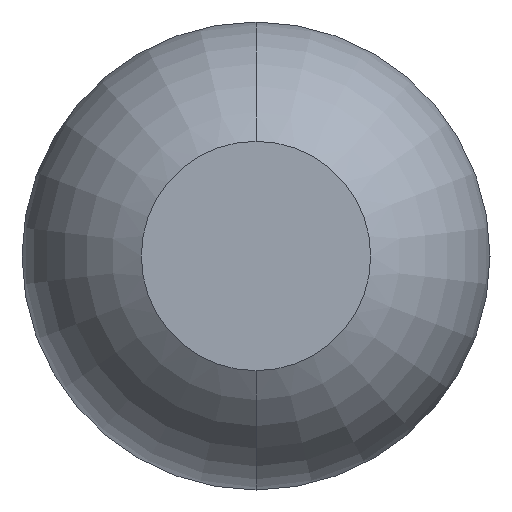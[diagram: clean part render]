
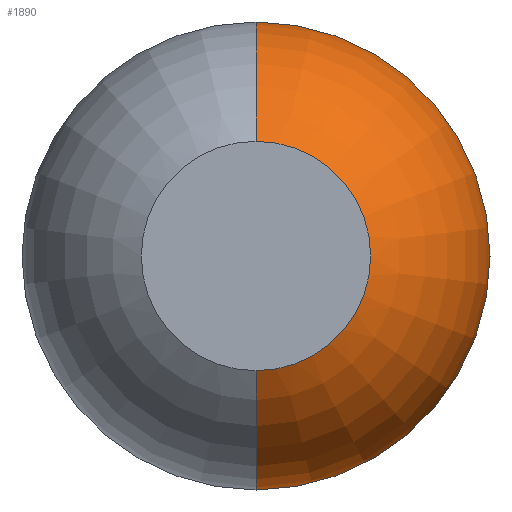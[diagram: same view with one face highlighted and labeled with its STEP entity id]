
A CAD part, front view. The second image highlights one B-rep face of the part: STEP entity #1890.
In plain terms, the highlighted toroidal (fillet/blend) face has major radius 0.01 mm and minor radius 0.5 mm.
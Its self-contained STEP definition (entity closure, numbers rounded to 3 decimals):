
#62 = CIRCLE ( 'NONE', #3513, 0.5 ) ;
#122 = CARTESIAN_POINT ( 'NONE',  ( 0., -25.4, -0.25 ) ) ;
#269 = EDGE_CURVE ( 'NONE', #3221, #3175, #3031, .T. ) ;
#279 = DIRECTION ( 'NONE',  ( 0., 0., 1. ) ) ;
#343 = CIRCLE ( 'NONE', #3007, 0.25 ) ;
#359 = EDGE_LOOP ( 'NONE', ( #3011, #2257, #1765, #2625 ) ) ;
#451 = VERTEX_POINT ( 'NONE', #122 ) ;
#730 = CARTESIAN_POINT ( 'NONE',  ( 0., -24.961, 0. ) ) ;
#824 = EDGE_CURVE ( 'NONE', #2666, #451, #62, .T. ) ;
#852 = DIRECTION ( 'NONE',  ( 0., 1., 0. ) ) ;
#1280 = AXIS2_PLACEMENT_3D ( 'NONE', #1459, #1794, #3201 ) ;
#1459 = CARTESIAN_POINT ( 'NONE',  ( 0., -24.961, 0.01 ) ) ;
#1687 = CARTESIAN_POINT ( 'NONE',  ( 0., -24.961, -0.51 ) ) ;
#1693 = EDGE_CURVE ( 'Defeature ausgef�hrt2_0+Defeature ausgef�hrt2_10+Defeature ausgef�hrt2_10+Defeature ausgef�hrt2_10', #3175, #451, #343, .T. ) ;
#1765 = ORIENTED_EDGE ( 'NONE', *, *, #1693, .T. ) ;
#1778 = CARTESIAN_POINT ( 'NONE',  ( 0., -24.961, 0. ) ) ;
#1794 = DIRECTION ( 'NONE',  ( 1., 0., 0. ) ) ;
#1890 = ADVANCED_FACE ( 'Defeature ausgef�hrt2_0', ( #3503 ), #2025, .T. ) ;
#2025 = TOROIDAL_SURFACE ( 'NONE', #2608, 0.01, 0.5 ) ;
#2061 = DIRECTION ( 'NONE',  ( 0., -1., 0. ) ) ;
#2148 = AXIS2_PLACEMENT_3D ( 'NONE', #730, #2155, #2775 ) ;
#2155 = DIRECTION ( 'NONE',  ( 0., -1., 0. ) ) ;
#2257 = ORIENTED_EDGE ( 'NONE', *, *, #269, .T. ) ;
#2265 = DIRECTION ( 'NONE',  ( -1., 0., 0. ) ) ;
#2270 = EDGE_CURVE ( 'Defeature ausgef�hrt2_0+Defeature ausgef�hrt2_6+Defeature ausgef�hrt2_6+Defeature ausgef�hrt2_6', #2666, #3221, #3592, .T. ) ;
#2365 = CARTESIAN_POINT ( 'NONE',  ( 0., -24.961, 0.51 ) ) ;
#2414 = DIRECTION ( 'NONE',  ( 0., 0., -1. ) ) ;
#2582 = CARTESIAN_POINT ( 'NONE',  ( 0., -25.4, 0. ) ) ;
#2608 = AXIS2_PLACEMENT_3D ( 'NONE', #1778, #2061, #2414 ) ;
#2625 = ORIENTED_EDGE ( 'NONE', *, *, #824, .F. ) ;
#2666 = VERTEX_POINT ( 'NONE', #1687 ) ;
#2775 = DIRECTION ( 'NONE',  ( 0., 0., -1. ) ) ;
#2928 = DIRECTION ( 'NONE',  ( 0., 0., 1. ) ) ;
#3007 = AXIS2_PLACEMENT_3D ( 'NONE', #2582, #852, #2928 ) ;
#3011 = ORIENTED_EDGE ( 'NONE', *, *, #2270, .T. ) ;
#3031 = CIRCLE ( 'NONE', #1280, 0.5 ) ;
#3133 = CARTESIAN_POINT ( 'NONE',  ( 0., -24.961, -0.01 ) ) ;
#3175 = VERTEX_POINT ( 'NONE', #3714 ) ;
#3201 = DIRECTION ( 'NONE',  ( 0., 0., -1. ) ) ;
#3221 = VERTEX_POINT ( 'NONE', #2365 ) ;
#3503 = FACE_OUTER_BOUND ( 'NONE', #359, .T. ) ;
#3513 = AXIS2_PLACEMENT_3D ( 'NONE', #3133, #2265, #279 ) ;
#3592 = CIRCLE ( 'NONE', #2148, 0.51 ) ;
#3714 = CARTESIAN_POINT ( 'NONE',  ( 0., -25.4, 0.25 ) ) ;
